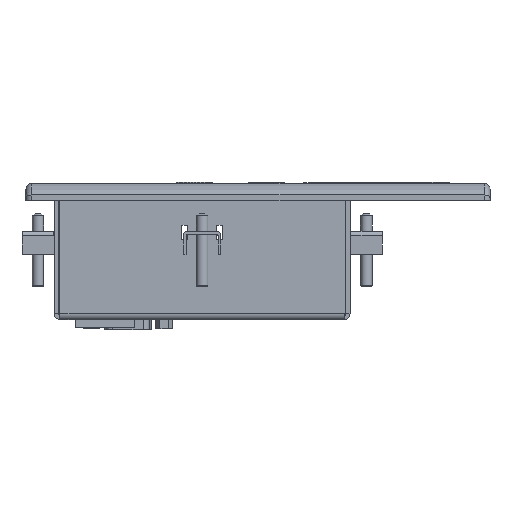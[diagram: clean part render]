
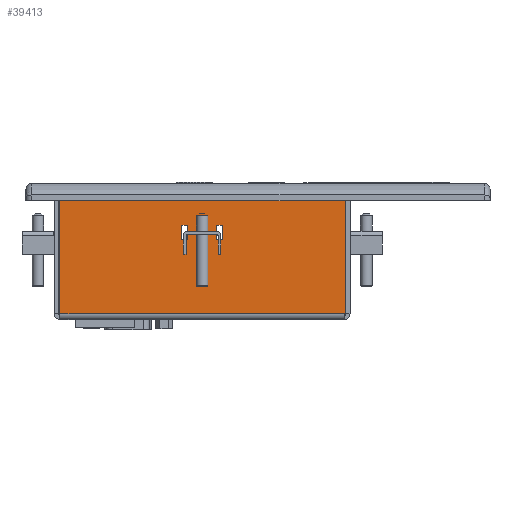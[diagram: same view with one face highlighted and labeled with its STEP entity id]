
A CAD part, left-side view. The second image highlights one B-rep face of the part: STEP entity #39413.
In plain terms, the highlighted planar face has unit normal (-1, 0, 0).
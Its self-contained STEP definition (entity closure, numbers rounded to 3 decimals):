
#1824=LINE('',#55263,#5753);
#1828=LINE('',#55270,#5757);
#1831=LINE('',#55276,#5760);
#1833=LINE('',#55279,#5762);
#1836=LINE('',#55287,#5765);
#1840=LINE('',#55294,#5769);
#1843=LINE('',#55300,#5772);
#1845=LINE('',#55303,#5774);
#1990=LINE('',#55595,#5919);
#1994=LINE('',#55603,#5923);
#2029=LINE('',#55686,#5958);
#2032=LINE('',#55692,#5961);
#2044=LINE('',#55718,#5973);
#2045=LINE('',#55719,#5974);
#5753=VECTOR('',#45148,10.);
#5757=VECTOR('',#45154,10.);
#5760=VECTOR('',#45159,10.);
#5762=VECTOR('',#45163,10.);
#5765=VECTOR('',#45168,10.);
#5769=VECTOR('',#45174,10.);
#5772=VECTOR('',#45179,10.);
#5774=VECTOR('',#45183,10.);
#5919=VECTOR('',#45458,10.);
#5923=VECTOR('',#45464,10.);
#5958=VECTOR('',#45535,10.);
#5961=VECTOR('',#45540,10.);
#5973=VECTOR('',#45566,10.);
#5974=VECTOR('',#45567,10.);
#9587=FACE_BOUND('',#12389,.T.);
#9588=FACE_BOUND('',#12390,.T.);
#10209=FACE_OUTER_BOUND('',#12388,.T.);
#12388=EDGE_LOOP('',(#25993,#25994,#25995,#25996,#25997,#25998));
#12389=EDGE_LOOP('',(#25999,#26000,#26001,#26002));
#12390=EDGE_LOOP('',(#26003,#26004,#26005,#26006));
#15758=VERTEX_POINT('',#55260);
#15759=VERTEX_POINT('',#55262);
#15761=VERTEX_POINT('',#55268);
#15763=VERTEX_POINT('',#55274);
#15766=VERTEX_POINT('',#55284);
#15767=VERTEX_POINT('',#55286);
#15769=VERTEX_POINT('',#55292);
#15771=VERTEX_POINT('',#55298);
#15852=VERTEX_POINT('',#55593);
#15853=VERTEX_POINT('',#55594);
#15856=VERTEX_POINT('',#55602);
#15885=VERTEX_POINT('',#55683);
#15886=VERTEX_POINT('',#55685);
#15888=VERTEX_POINT('',#55691);
#19617=EDGE_CURVE('',#15759,#15758,#1824,.T.);
#19621=EDGE_CURVE('',#15758,#15761,#1828,.T.);
#19624=EDGE_CURVE('',#15761,#15763,#1831,.T.);
#19626=EDGE_CURVE('',#15763,#15759,#1833,.T.);
#19629=EDGE_CURVE('',#15767,#15766,#1836,.T.);
#19633=EDGE_CURVE('',#15766,#15769,#1840,.T.);
#19636=EDGE_CURVE('',#15769,#15771,#1843,.T.);
#19638=EDGE_CURVE('',#15771,#15767,#1845,.T.);
#19783=EDGE_CURVE('',#15852,#15853,#1990,.T.);
#19787=EDGE_CURVE('',#15853,#15856,#1994,.T.);
#19828=EDGE_CURVE('',#15885,#15886,#2029,.T.);
#19831=EDGE_CURVE('',#15886,#15888,#2032,.T.);
#19845=EDGE_CURVE('',#15885,#15856,#2044,.T.);
#19846=EDGE_CURVE('',#15888,#15852,#2045,.T.);
#25993=ORIENTED_EDGE('',*,*,#19845,.T.);
#25994=ORIENTED_EDGE('',*,*,#19787,.F.);
#25995=ORIENTED_EDGE('',*,*,#19783,.F.);
#25996=ORIENTED_EDGE('',*,*,#19846,.F.);
#25997=ORIENTED_EDGE('',*,*,#19831,.F.);
#25998=ORIENTED_EDGE('',*,*,#19828,.F.);
#25999=ORIENTED_EDGE('',*,*,#19617,.T.);
#26000=ORIENTED_EDGE('',*,*,#19621,.T.);
#26001=ORIENTED_EDGE('',*,*,#19624,.T.);
#26002=ORIENTED_EDGE('',*,*,#19626,.T.);
#26003=ORIENTED_EDGE('',*,*,#19629,.T.);
#26004=ORIENTED_EDGE('',*,*,#19633,.T.);
#26005=ORIENTED_EDGE('',*,*,#19636,.T.);
#26006=ORIENTED_EDGE('',*,*,#19638,.T.);
#35778=PLANE('',#41826);
#39413=ADVANCED_FACE('',(#10209,#9587,#9588),#35778,.T.);
#41826=AXIS2_PLACEMENT_3D('',#55717,#45564,#45565);
#45148=DIRECTION('',(0.,1.,0.));
#45154=DIRECTION('',(0.,0.,1.));
#45159=DIRECTION('',(0.,-1.,0.));
#45163=DIRECTION('',(0.,0.,-1.));
#45168=DIRECTION('',(0.,-1.,0.));
#45174=DIRECTION('',(0.,0.,-1.));
#45179=DIRECTION('',(0.,1.,0.));
#45183=DIRECTION('',(0.,0.,1.));
#45458=DIRECTION('',(0.,1.,0.));
#45464=DIRECTION('',(0.,0.,1.));
#45535=DIRECTION('',(0.,0.,1.));
#45540=DIRECTION('',(0.,-1.,0.));
#45564=DIRECTION('center_axis',(-1.,0.,0.));
#45565=DIRECTION('ref_axis',(0.,0.,
1.));
#45566=DIRECTION('',(0.,0.,-1.));
#45567=DIRECTION('',(0.,0.,-1.));
#55260=CARTESIAN_POINT('',(-70.,-21.65,5.));
#55262=CARTESIAN_POINT('',(-70.,-26.65,5.));
#55263=CARTESIAN_POINT('',(-70.,-20.694,5.));
#55268=CARTESIAN_POINT('',(-70.,-21.65,7.));
#55270=CARTESIAN_POINT('',(-70.,-21.65,2.36));
#55274=CARTESIAN_POINT('',(-70.,-26.65,7.));
#55276=CARTESIAN_POINT('',(-70.,-18.194,7.));
#55279=CARTESIAN_POINT('',(-70.,-26.65,3.36));
#55284=CARTESIAN_POINT('',(-70.,-26.65,-5.));
#55286=CARTESIAN_POINT('',(-70.,-21.65,-5.));
#55287=CARTESIAN_POINT('',(-70.,-18.194,-5.));
#55292=CARTESIAN_POINT('',(-70.,-26.65,-7.));
#55294=CARTESIAN_POINT('',(-70.,-26.65,-2.64));
#55298=CARTESIAN_POINT('',(-70.,-21.65,-7.));
#55300=CARTESIAN_POINT('',(-70.,-20.694,-7.));
#55303=CARTESIAN_POINT('',(-70.,-21.65,-3.64));
#55593=CARTESIAN_POINT('',(-70.,-35.15,-49.3));
#55594=CARTESIAN_POINT('',(-70.,3.85,-49.3));
#55595=CARTESIAN_POINT('',(-70.,3.85,-49.3));
#55602=CARTESIAN_POINT('',(-70.,3.85,-49.));
#55603=CARTESIAN_POINT('',(-70.,3.85,-49.));
#55683=CARTESIAN_POINT('',(-70.,3.85,49.));
#55685=CARTESIAN_POINT('',(-70.,3.85,49.3));
#55686=CARTESIAN_POINT('',(-70.,3.85,48.439));
#55691=CARTESIAN_POINT('',(-70.,-35.15,49.3));
#55692=CARTESIAN_POINT('',(-70.,3.85,49.3));
#55717=CARTESIAN_POINT('Origin',(-70.,-14.739,-0.28));
#55718=CARTESIAN_POINT('',(-70.,3.85,-0.28));
#55719=CARTESIAN_POINT('',(-70.,-35.15,49.3));
